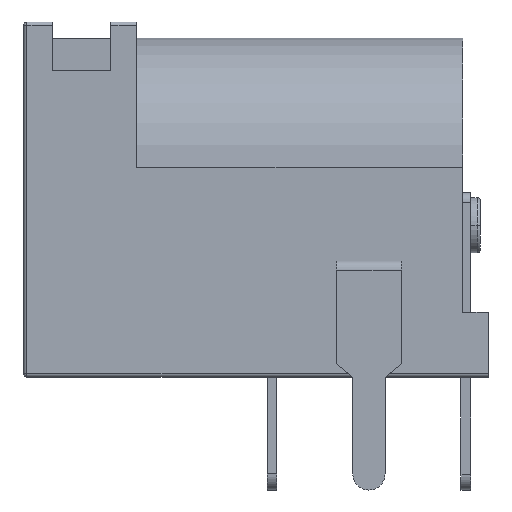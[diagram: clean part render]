
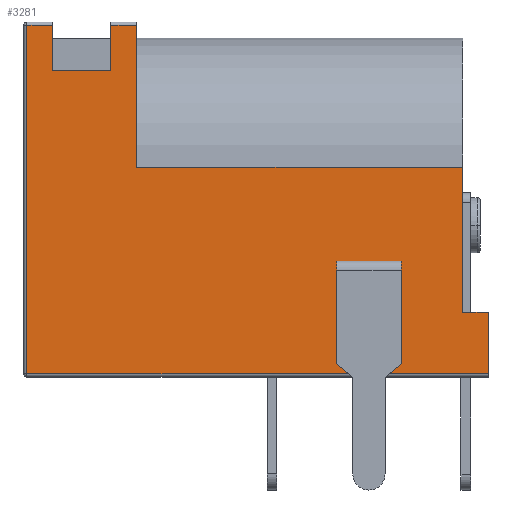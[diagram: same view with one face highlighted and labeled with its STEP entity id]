
A CAD part, left-side view. The second image highlights one B-rep face of the part: STEP entity #3281.
In plain terms, the highlighted planar face has unit normal (-1, 0, 0).
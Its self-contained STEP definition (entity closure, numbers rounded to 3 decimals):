
#258 = CARTESIAN_POINT ( 'NONE',  ( -4.275, 6.3, 10.5 ) ) ;
#282 = CARTESIAN_POINT ( 'NONE',  ( -4.275, 17.262, 6.5 ) ) ;
#323 = LINE ( 'NONE', #11094, #10833 ) ;
#348 = CARTESIAN_POINT ( 'NONE',  ( -4.275, -7.2, 9.5 ) ) ;
#505 = VECTOR ( 'NONE', #14822, 1000. ) ;
#851 = VERTEX_POINT ( 'NONE', #13825 ) ;
#963 = LINE ( 'NONE', #8459, #7382 ) ;
#1141 = VECTOR ( 'NONE', #14991, 1000. ) ;
#1559 = CARTESIAN_POINT ( 'NONE',  ( -4.275, 7.1, 10.9 ) ) ;
#1615 = LINE ( 'NONE', #16419, #12611 ) ;
#2208 = ORIENTED_EDGE ( 'NONE', *, *, #12415, .F. ) ;
#2594 = VERTEX_POINT ( 'NONE', #8400 ) ;
#2730 = ORIENTED_EDGE ( 'NONE', *, *, #13389, .F. ) ;
#2867 = EDGE_LOOP ( 'NONE', ( #7945, #10759, #18025, #13463, #8350, #18336, #9349, #2730, #8169, #16035, #9877, #2208 ) ) ;
#2880 = DIRECTION ( 'NONE',  ( 0., 1., 0. ) ) ;
#2978 = VERTEX_POINT ( 'NONE', #9937 ) ;
#3077 = DIRECTION ( 'NONE',  ( 0., 0., -1. ) ) ;
#3144 = DIRECTION ( 'NONE',  ( 0., -1., 0. ) ) ;
#3203 = LINE ( 'NONE', #6449, #10075 ) ;
#3223 = LINE ( 'NONE', #258, #11386 ) ;
#3275 = VERTEX_POINT ( 'NONE', #13317 ) ;
#3281 = ADVANCED_FACE ( 'NONE', ( #4452 ), #10284, .F. ) ;
#4040 = LINE ( 'NONE', #18695, #17534 ) ;
#4176 = EDGE_CURVE ( 'NONE', #8888, #18573, #10836, .T. ) ;
#4452 = FACE_OUTER_BOUND ( 'NONE', #2867, .T. ) ;
#4584 = VECTOR ( 'NONE', #6348, 1000. ) ;
#6070 = EDGE_CURVE ( 'NONE', #2594, #7583, #3203, .T. ) ;
#6182 = DIRECTION ( 'NONE',  ( 0., 1., 0. ) ) ;
#6348 = DIRECTION ( 'NONE',  ( 0., 1., 0. ) ) ;
#6449 = CARTESIAN_POINT ( 'NONE',  ( -4.275, 3.7, 6.5 ) ) ;
#6924 = CARTESIAN_POINT ( 'NONE',  ( -4.275, 4.5, 10.9 ) ) ;
#7198 = VERTEX_POINT ( 'NONE', #17063 ) ;
#7382 = VECTOR ( 'NONE', #9843, 1000. ) ;
#7583 = VERTEX_POINT ( 'NONE', #9896 ) ;
#7758 = EDGE_CURVE ( 'NONE', #2978, #12220, #4040, .T. ) ;
#7945 = ORIENTED_EDGE ( 'NONE', *, *, #4176, .T. ) ;
#7990 = CARTESIAN_POINT ( 'NONE',  ( -4.275, 6.3, 9.5 ) ) ;
#8169 = ORIENTED_EDGE ( 'NONE', *, *, #12788, .F. ) ;
#8350 = ORIENTED_EDGE ( 'NONE', *, *, #17056, .T. ) ;
#8400 = CARTESIAN_POINT ( 'NONE',  ( -4.275, 3.7, 6.5 ) ) ;
#8459 = CARTESIAN_POINT ( 'NONE',  ( -4.275, 7.2, 10.9 ) ) ;
#8757 = EDGE_CURVE ( 'NONE', #18174, #2978, #16179, .T. ) ;
#8787 = CARTESIAN_POINT ( 'NONE',  ( -4.275, -6.4, 2. ) ) ;
#8888 = VERTEX_POINT ( 'NONE', #16555 ) ;
#8970 = CARTESIAN_POINT ( 'NONE',  ( -4.275, -6.4, 2. ) ) ;
#9349 = ORIENTED_EDGE ( 'NONE', *, *, #8757, .F. ) ;
#9415 = DIRECTION ( 'NONE',  ( 0., 0., 1. ) ) ;
#9468 = LINE ( 'NONE', #282, #15369 ) ;
#9505 = VECTOR ( 'NONE', #6182, 1000. ) ;
#9843 = DIRECTION ( 'NONE',  ( 0., 1., 0. ) ) ;
#9877 = ORIENTED_EDGE ( 'NONE', *, *, #14728, .T. ) ;
#9896 = CARTESIAN_POINT ( 'NONE',  ( -4.275, 3.7, 10.9 ) ) ;
#9937 = CARTESIAN_POINT ( 'NONE',  ( -4.275, -7.2, 2. ) ) ;
#10075 = VECTOR ( 'NONE', #13711, 1000. ) ;
#10214 = CARTESIAN_POINT ( 'NONE',  ( -4.275, -7.2, 0.1 ) ) ;
#10284 = PLANE ( 'NONE',  #11217 ) ;
#10329 = LINE ( 'NONE', #10727, #1141 ) ;
#10449 = VERTEX_POINT ( 'NONE', #6924 ) ;
#10727 = CARTESIAN_POINT ( 'NONE',  ( -4.275, 7.1, 11. ) ) ;
#10759 = ORIENTED_EDGE ( 'NONE', *, *, #14094, .T. ) ;
#10833 = VECTOR ( 'NONE', #9415, 1000. ) ;
#10836 = LINE ( 'NONE', #348, #9505 ) ;
#10837 = DIRECTION ( 'NONE',  ( 0., 0., 1. ) ) ;
#10962 = LINE ( 'NONE', #12314, #14417 ) ;
#11034 = EDGE_CURVE ( 'NONE', #12017, #851, #10329, .T. ) ;
#11094 = CARTESIAN_POINT ( 'NONE',  ( -4.275, 4.5, 10.5 ) ) ;
#11106 = LINE ( 'NONE', #16640, #4584 ) ;
#11217 = AXIS2_PLACEMENT_3D ( 'NONE', #18996, #16212, #2880 ) ;
#11386 = VECTOR ( 'NONE', #10837, 1000. ) ;
#12017 = VERTEX_POINT ( 'NONE', #1559 ) ;
#12220 = VERTEX_POINT ( 'NONE', #10214 ) ;
#12314 = CARTESIAN_POINT ( 'NONE',  ( -4.275, -7.2, 0.1 ) ) ;
#12415 = EDGE_CURVE ( 'NONE', #8888, #10449, #323, .T. ) ;
#12611 = VECTOR ( 'NONE', #3077, 1000. ) ;
#12788 = EDGE_CURVE ( 'NONE', #2594, #7198, #9468, .T. ) ;
#13317 = CARTESIAN_POINT ( 'NONE',  ( -4.275, 6.3, 10.9 ) ) ;
#13389 = EDGE_CURVE ( 'NONE', #7198, #18174, #1615, .T. ) ;
#13463 = ORIENTED_EDGE ( 'NONE', *, *, #11034, .T. ) ;
#13711 = DIRECTION ( 'NONE',  ( 0., 0., 1. ) ) ;
#13825 = CARTESIAN_POINT ( 'NONE',  ( -4.275, 7.1, 0.1 ) ) ;
#14094 = EDGE_CURVE ( 'NONE', #18573, #3275, #3223, .T. ) ;
#14417 = VECTOR ( 'NONE', #16599, 1000. ) ;
#14728 = EDGE_CURVE ( 'NONE', #7583, #10449, #11106, .T. ) ;
#14822 = DIRECTION ( 'NONE',  ( 0., -1., 0. ) ) ;
#14991 = DIRECTION ( 'NONE',  ( 0., 0., -1. ) ) ;
#15369 = VECTOR ( 'NONE', #3144, 1000. ) ;
#15437 = EDGE_CURVE ( 'NONE', #3275, #12017, #963, .T. ) ;
#15622 = DIRECTION ( 'NONE',  ( 0., 0., -1. ) ) ;
#16035 = ORIENTED_EDGE ( 'NONE', *, *, #6070, .T. ) ;
#16179 = LINE ( 'NONE', #8970, #505 ) ;
#16212 = DIRECTION ( 'NONE',  ( 1., 0., 0. ) ) ;
#16419 = CARTESIAN_POINT ( 'NONE',  ( -4.275, -6.4, 2. ) ) ;
#16555 = CARTESIAN_POINT ( 'NONE',  ( -4.275, 4.5, 9.5 ) ) ;
#16599 = DIRECTION ( 'NONE',  ( 0., -1., 0. ) ) ;
#16640 = CARTESIAN_POINT ( 'NONE',  ( -4.275, 7.2, 10.9 ) ) ;
#17056 = EDGE_CURVE ( 'NONE', #851, #12220, #10962, .T. ) ;
#17063 = CARTESIAN_POINT ( 'NONE',  ( -4.275, -6.4, 6.5 ) ) ;
#17534 = VECTOR ( 'NONE', #15622, 1000. ) ;
#18025 = ORIENTED_EDGE ( 'NONE', *, *, #15437, .T. ) ;
#18174 = VERTEX_POINT ( 'NONE', #8787 ) ;
#18336 = ORIENTED_EDGE ( 'NONE', *, *, #7758, .F. ) ;
#18573 = VERTEX_POINT ( 'NONE', #7990 ) ;
#18695 = CARTESIAN_POINT ( 'NONE',  ( -4.275, -7.2, 11. ) ) ;
#18996 = CARTESIAN_POINT ( 'NONE',  ( -4.275, -7.2, 11. ) ) ;
